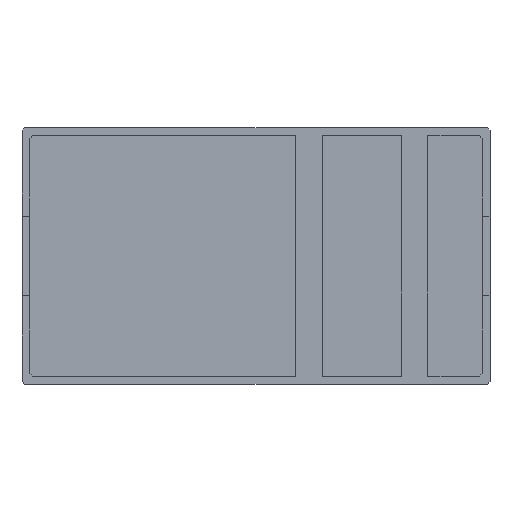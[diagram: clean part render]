
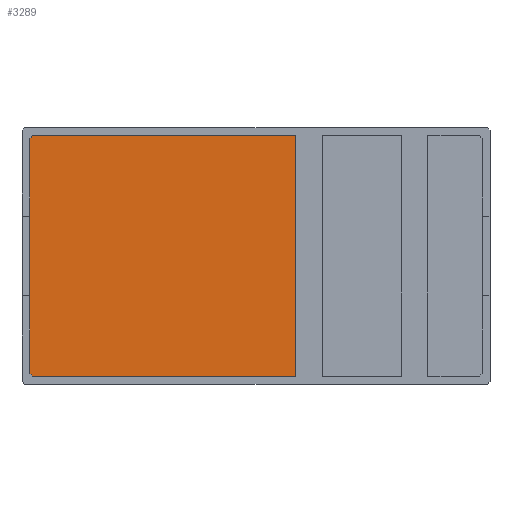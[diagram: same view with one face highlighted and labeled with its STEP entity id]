
A CAD part, top view. The second image highlights one B-rep face of the part: STEP entity #3289.
In plain terms, the highlighted planar face has unit normal (0, 0, 1).
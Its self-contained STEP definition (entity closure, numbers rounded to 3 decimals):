
#792 = PLANE('',#793);
#793 = AXIS2_PLACEMENT_3D('',#794,#795,#796);
#794 = CARTESIAN_POINT('',(-42.75,-22.75,1.));
#795 = DIRECTION('',(1.,0.,0.));
#796 = DIRECTION('',(0.,0.,1.));
#819 = PLANE('',#820);
#820 = AXIS2_PLACEMENT_3D('',#821,#822,#823);
#821 = CARTESIAN_POINT('',(-42.5,22.5,1.));
#822 = DIRECTION('',(0.707,-0.707,0.));
#823 = DIRECTION('',(0.,0.,1.));
#847 = PLANE('',#848);
#848 = AXIS2_PLACEMENT_3D('',#849,#850,#851);
#849 = CARTESIAN_POINT('',(-42.75,22.75,1.));
#850 = DIRECTION('',(0.,1.,0.));
#851 = DIRECTION('',(0.,0.,1.));
#874 = PLANE('',#875);
#875 = AXIS2_PLACEMENT_3D('',#876,#877,#878);
#876 = CARTESIAN_POINT('',(7.5,-24.25,0.));
#877 = DIRECTION('',(1.,0.,0.));
#878 = DIRECTION('',(0.,0.,1.));
#902 = PLANE('',#903);
#903 = AXIS2_PLACEMENT_3D('',#904,#905,#906);
#904 = CARTESIAN_POINT('',(-42.75,-22.75,1.));
#905 = DIRECTION('',(0.,1.,0.));
#906 = DIRECTION('',(0.,0.,1.));
#929 = PLANE('',#930);
#930 = AXIS2_PLACEMENT_3D('',#931,#932,#933);
#931 = CARTESIAN_POINT('',(-42.5,-22.5,1.));
#932 = DIRECTION('',(-0.707,-0.707,0.));
#933 = DIRECTION('',(0.,0.,1.));
#2347 = VERTEX_POINT('',#2348);
#2348 = CARTESIAN_POINT('',(-42.75,-22.25,1.));
#2369 = EDGE_CURVE('',#2347,#2370,#2372,.T.);
#2370 = VERTEX_POINT('',#2371);
#2371 = CARTESIAN_POINT('',(-42.75,22.25,1.));
#2372 = SURFACE_CURVE('',#2373,(#2377,#2384),.PCURVE_S1.);
#2373 = LINE('',#2374,#2375);
#2374 = CARTESIAN_POINT('',(-42.75,-22.75,1.));
#2375 = VECTOR('',#2376,1.);
#2376 = DIRECTION('',(0.,1.,0.));
#2377 = PCURVE('',#792,#2378);
#2378 = DEFINITIONAL_REPRESENTATION('',(#2379),#2383);
#2379 = LINE('',#2380,#2381);
#2380 = CARTESIAN_POINT('',(0.,0.));
#2381 = VECTOR('',#2382,1.);
#2382 = DIRECTION('',(0.,-1.));
#2383 = ( GEOMETRIC_REPRESENTATION_CONTEXT(2) 
PARAMETRIC_REPRESENTATION_CONTEXT() REPRESENTATION_CONTEXT('2D SPACE',''
  ) );
#2384 = PCURVE('',#2385,#2390);
#2385 = PLANE('',#2386);
#2386 = AXIS2_PLACEMENT_3D('',#2387,#2388,#2389);
#2387 = CARTESIAN_POINT('',(-42.75,-22.75,1.));
#2388 = DIRECTION('',(0.,0.,1.));
#2389 = DIRECTION('',(1.,0.,0.));
#2390 = DEFINITIONAL_REPRESENTATION('',(#2391),#2395);
#2391 = LINE('',#2392,#2393);
#2392 = CARTESIAN_POINT('',(0.,0.));
#2393 = VECTOR('',#2394,1.);
#2394 = DIRECTION('',(0.,1.));
#2395 = ( GEOMETRIC_REPRESENTATION_CONTEXT(2) 
PARAMETRIC_REPRESENTATION_CONTEXT() REPRESENTATION_CONTEXT('2D SPACE',''
  ) );
#2431 = EDGE_CURVE('',#2432,#2370,#2434,.T.);
#2432 = VERTEX_POINT('',#2433);
#2433 = CARTESIAN_POINT('',(-42.25,22.75,1.));
#2434 = SURFACE_CURVE('',#2435,(#2439,#2446),.PCURVE_S1.);
#2435 = LINE('',#2436,#2437);
#2436 = CARTESIAN_POINT('',(-53.875,11.125,1.));
#2437 = VECTOR('',#2438,1.);
#2438 = DIRECTION('',(-0.707,-0.707,0.));
#2439 = PCURVE('',#819,#2440);
#2440 = DEFINITIONAL_REPRESENTATION('',(#2441),#2445);
#2441 = LINE('',#2442,#2443);
#2442 = CARTESIAN_POINT('',(0.,16.087));
#2443 = VECTOR('',#2444,1.);
#2444 = DIRECTION('',(0.,1.));
#2445 = ( GEOMETRIC_REPRESENTATION_CONTEXT(2) 
PARAMETRIC_REPRESENTATION_CONTEXT() REPRESENTATION_CONTEXT('2D SPACE',''
  ) );
#2446 = PCURVE('',#2385,#2447);
#2447 = DEFINITIONAL_REPRESENTATION('',(#2448),#2452);
#2448 = LINE('',#2449,#2450);
#2449 = CARTESIAN_POINT('',(-11.125,33.875));
#2450 = VECTOR('',#2451,1.);
#2451 = DIRECTION('',(-0.707,-0.707));
#2452 = ( GEOMETRIC_REPRESENTATION_CONTEXT(2) 
PARAMETRIC_REPRESENTATION_CONTEXT() REPRESENTATION_CONTEXT('2D SPACE',''
  ) );
#2482 = VERTEX_POINT('',#2483);
#2483 = CARTESIAN_POINT('',(7.5,22.75,1.));
#2502 = EDGE_CURVE('',#2432,#2482,#2503,.T.);
#2503 = SURFACE_CURVE('',#2504,(#2508,#2515),.PCURVE_S1.);
#2504 = LINE('',#2505,#2506);
#2505 = CARTESIAN_POINT('',(-42.75,22.75,1.));
#2506 = VECTOR('',#2507,1.);
#2507 = DIRECTION('',(1.,0.,0.));
#2508 = PCURVE('',#847,#2509);
#2509 = DEFINITIONAL_REPRESENTATION('',(#2510),#2514);
#2510 = LINE('',#2511,#2512);
#2511 = CARTESIAN_POINT('',(0.,0.));
#2512 = VECTOR('',#2513,1.);
#2513 = DIRECTION('',(0.,1.));
#2514 = ( GEOMETRIC_REPRESENTATION_CONTEXT(2) 
PARAMETRIC_REPRESENTATION_CONTEXT() REPRESENTATION_CONTEXT('2D SPACE',''
  ) );
#2515 = PCURVE('',#2385,#2516);
#2516 = DEFINITIONAL_REPRESENTATION('',(#2517),#2521);
#2517 = LINE('',#2518,#2519);
#2518 = CARTESIAN_POINT('',(0.,45.5));
#2519 = VECTOR('',#2520,1.);
#2520 = DIRECTION('',(1.,0.));
#2521 = ( GEOMETRIC_REPRESENTATION_CONTEXT(2) 
PARAMETRIC_REPRESENTATION_CONTEXT() REPRESENTATION_CONTEXT('2D SPACE',''
  ) );
#2529 = VERTEX_POINT('',#2530);
#2530 = CARTESIAN_POINT('',(7.5,-22.75,1.));
#2549 = EDGE_CURVE('',#2529,#2482,#2550,.T.);
#2550 = SURFACE_CURVE('',#2551,(#2555,#2561),.PCURVE_S1.);
#2551 = LINE('',#2552,#2553);
#2552 = CARTESIAN_POINT('',(7.5,-23.5,1.));
#2553 = VECTOR('',#2554,1.);
#2554 = DIRECTION('',(0.,1.,0.));
#2555 = PCURVE('',#874,#2556);
#2556 = DEFINITIONAL_REPRESENTATION('',(#2557),#2560);
#2557 = B_SPLINE_CURVE_WITH_KNOTS('',1,(#2558,#2559),.UNSPECIFIED.,.F.,
  .F.,(2,2),(0.75,46.25),.PIECEWISE_BEZIER_KNOTS.);
#2558 = CARTESIAN_POINT('',(1.,-1.5));
#2559 = CARTESIAN_POINT('',(1.,-47.));
#2560 = ( GEOMETRIC_REPRESENTATION_CONTEXT(2) 
PARAMETRIC_REPRESENTATION_CONTEXT() REPRESENTATION_CONTEXT('2D SPACE',''
  ) );
#2561 = PCURVE('',#2385,#2562);
#2562 = DEFINITIONAL_REPRESENTATION('',(#2563),#2566);
#2563 = B_SPLINE_CURVE_WITH_KNOTS('',1,(#2564,#2565),.UNSPECIFIED.,.F.,
  .F.,(2,2),(0.75,46.25),.PIECEWISE_BEZIER_KNOTS.);
#2564 = CARTESIAN_POINT('',(50.25,0.));
#2565 = CARTESIAN_POINT('',(50.25,45.5));
#2566 = ( GEOMETRIC_REPRESENTATION_CONTEXT(2) 
PARAMETRIC_REPRESENTATION_CONTEXT() REPRESENTATION_CONTEXT('2D SPACE',''
  ) );
#2680 = EDGE_CURVE('',#2681,#2529,#2683,.T.);
#2681 = VERTEX_POINT('',#2682);
#2682 = CARTESIAN_POINT('',(-42.25,-22.75,1.));
#2683 = SURFACE_CURVE('',#2684,(#2688,#2695),.PCURVE_S1.);
#2684 = LINE('',#2685,#2686);
#2685 = CARTESIAN_POINT('',(-42.75,-22.75,1.));
#2686 = VECTOR('',#2687,1.);
#2687 = DIRECTION('',(1.,0.,0.));
#2688 = PCURVE('',#902,#2689);
#2689 = DEFINITIONAL_REPRESENTATION('',(#2690),#2694);
#2690 = LINE('',#2691,#2692);
#2691 = CARTESIAN_POINT('',(0.,0.));
#2692 = VECTOR('',#2693,1.);
#2693 = DIRECTION('',(0.,1.));
#2694 = ( GEOMETRIC_REPRESENTATION_CONTEXT(2) 
PARAMETRIC_REPRESENTATION_CONTEXT() REPRESENTATION_CONTEXT('2D SPACE',''
  ) );
#2695 = PCURVE('',#2385,#2696);
#2696 = DEFINITIONAL_REPRESENTATION('',(#2697),#2701);
#2697 = LINE('',#2698,#2699);
#2698 = CARTESIAN_POINT('',(0.,0.));
#2699 = VECTOR('',#2700,1.);
#2700 = DIRECTION('',(1.,0.));
#2701 = ( GEOMETRIC_REPRESENTATION_CONTEXT(2) 
PARAMETRIC_REPRESENTATION_CONTEXT() REPRESENTATION_CONTEXT('2D SPACE',''
  ) );
#2727 = EDGE_CURVE('',#2681,#2347,#2728,.T.);
#2728 = SURFACE_CURVE('',#2729,(#2733,#2740),.PCURVE_S1.);
#2729 = LINE('',#2730,#2731);
#2730 = CARTESIAN_POINT('',(-42.5,-22.5,1.));
#2731 = VECTOR('',#2732,1.);
#2732 = DIRECTION('',(-0.707,0.707,0.));
#2733 = PCURVE('',#929,#2734);
#2734 = DEFINITIONAL_REPRESENTATION('',(#2735),#2739);
#2735 = LINE('',#2736,#2737);
#2736 = CARTESIAN_POINT('',(0.,0.));
#2737 = VECTOR('',#2738,1.);
#2738 = DIRECTION('',(0.,1.));
#2739 = ( GEOMETRIC_REPRESENTATION_CONTEXT(2) 
PARAMETRIC_REPRESENTATION_CONTEXT() REPRESENTATION_CONTEXT('2D SPACE',''
  ) );
#2740 = PCURVE('',#2385,#2741);
#2741 = DEFINITIONAL_REPRESENTATION('',(#2742),#2746);
#2742 = LINE('',#2743,#2744);
#2743 = CARTESIAN_POINT('',(0.25,0.25));
#2744 = VECTOR('',#2745,1.);
#2745 = DIRECTION('',(-0.707,0.707));
#2746 = ( GEOMETRIC_REPRESENTATION_CONTEXT(2) 
PARAMETRIC_REPRESENTATION_CONTEXT() REPRESENTATION_CONTEXT('2D SPACE',''
  ) );
#3289 = ADVANCED_FACE('',(#3290),#2385,.T.);
#3290 = FACE_BOUND('',#3291,.T.);
#3291 = EDGE_LOOP('',(#3292,#3293,#3294,#3295,#3296,#3297));
#3292 = ORIENTED_EDGE('',*,*,#2369,.F.);
#3293 = ORIENTED_EDGE('',*,*,#2727,.F.);
#3294 = ORIENTED_EDGE('',*,*,#2680,.T.);
#3295 = ORIENTED_EDGE('',*,*,#2549,.T.);
#3296 = ORIENTED_EDGE('',*,*,#2502,.F.);
#3297 = ORIENTED_EDGE('',*,*,#2431,.T.);
